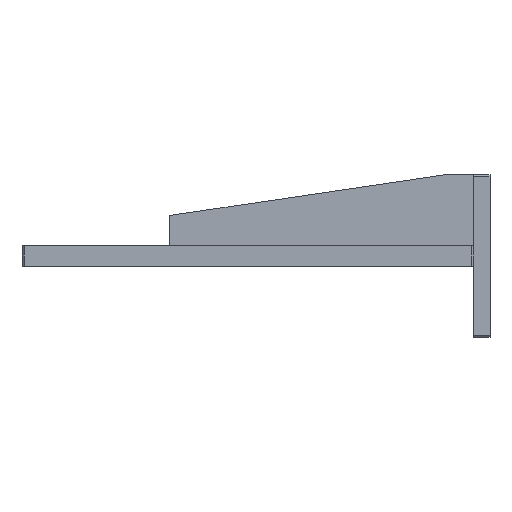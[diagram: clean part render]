
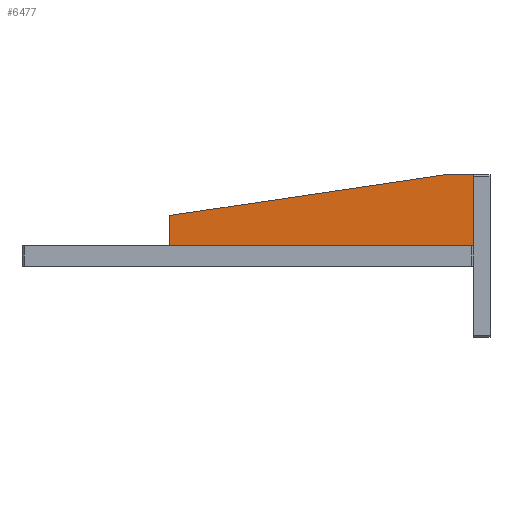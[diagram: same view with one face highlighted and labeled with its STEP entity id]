
A CAD part, left-side view. The second image highlights one B-rep face of the part: STEP entity #6477.
In plain terms, the highlighted planar face has unit normal (-1, 0, 0).
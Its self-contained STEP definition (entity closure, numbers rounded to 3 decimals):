
#107 = EDGE_CURVE ( 'NONE', #4515, #2284, #5612, .T. ) ;
#162 = DIRECTION ( 'NONE',  ( 0., 0., -1. ) ) ;
#207 = LINE ( 'NONE', #2645, #3949 ) ;
#245 = VERTEX_POINT ( 'NONE', #9518 ) ;
#247 = VERTEX_POINT ( 'NONE', #2659 ) ;
#382 = ORIENTED_EDGE ( 'NONE', *, *, #7037, .T. ) ;
#948 = FACE_OUTER_BOUND ( 'NONE', #5933, .T. ) ;
#1015 = CARTESIAN_POINT ( 'NONE',  ( -9.598, 67.153, 120. ) ) ;
#1515 = LINE ( 'NONE', #1015, #5366 ) ;
#2023 = CARTESIAN_POINT ( 'NONE',  ( -9.598, 142.153, 100. ) ) ;
#2284 = VERTEX_POINT ( 'NONE', #8268 ) ;
#2645 = CARTESIAN_POINT ( 'NONE',  ( -9.598, 7.153, 120. ) ) ;
#2659 = CARTESIAN_POINT ( 'NONE',  ( -9.598, 7.153, 120. ) ) ;
#2734 = DIRECTION ( 'NONE',  ( -1., 0., 0. ) ) ;
#3470 = CARTESIAN_POINT ( 'NONE',  ( -9.598, 67.153, 85. ) ) ;
#3725 = ORIENTED_EDGE ( 'NONE', *, *, #7019, .T. ) ;
#3949 = VECTOR ( 'NONE', #9566, 1000. ) ;
#4363 = ORIENTED_EDGE ( 'NONE', *, *, #7877, .T. ) ;
#4515 = VERTEX_POINT ( 'NONE', #5133 ) ;
#4781 = CARTESIAN_POINT ( 'NONE',  ( -9.598, 142.153, 102.5 ) ) ;
#4825 = DIRECTION ( 'NONE',  ( 0., 1., 0. ) ) ;
#4954 = DIRECTION ( 'NONE',  ( 0., 0., 1. ) ) ;
#5114 = ORIENTED_EDGE ( 'NONE', *, *, #7308, .T. ) ;
#5133 = CARTESIAN_POINT ( 'NONE',  ( -9.598, 142.153, 85. ) ) ;
#5366 = VECTOR ( 'NONE', #4825, 1000. ) ;
#5612 = LINE ( 'NONE', #3470, #6695 ) ;
#5671 = ORIENTED_EDGE ( 'NONE', *, *, #107, .T. ) ;
#5933 = EDGE_LOOP ( 'NONE', ( #3725, #5114, #5671, #382, #4363 ) ) ;
#6369 = DIRECTION ( 'NONE',  ( 0., -1., 0. ) ) ;
#6474 = CARTESIAN_POINT ( 'NONE',  ( -9.598, -7.847, 102.5 ) ) ;
#6477 = ADVANCED_FACE ( 'NONE', ( #948 ), #8886, .T. ) ;
#6695 = VECTOR ( 'NONE', #6369, 1000. ) ;
#6712 = DIRECTION ( 'NONE',  ( 0., -1., 0. ) ) ;
#7019 = EDGE_CURVE ( 'NONE', #247, #7127, #207, .T. ) ;
#7037 = EDGE_CURVE ( 'NONE', #2284, #245, #9965, .T. ) ;
#7127 = VERTEX_POINT ( 'NONE', #2023 ) ;
#7308 = EDGE_CURVE ( 'NONE', #7127, #4515, #7785, .T. ) ;
#7785 = LINE ( 'NONE', #4781, #9115 ) ;
#7877 = EDGE_CURVE ( 'NONE', #245, #247, #1515, .T. ) ;
#8095 = AXIS2_PLACEMENT_3D ( 'NONE', #9645, #2734, #6712 ) ;
#8149 = VECTOR ( 'NONE', #4954, 1000. ) ;
#8268 = CARTESIAN_POINT ( 'NONE',  ( -9.598, -7.847, 85. ) ) ;
#8886 = PLANE ( 'NONE',  #8095 ) ;
#9115 = VECTOR ( 'NONE', #162, 1000. ) ;
#9518 = CARTESIAN_POINT ( 'NONE',  ( -9.598, -7.847, 120. ) ) ;
#9566 = DIRECTION ( 'NONE',  ( 0., 0.989, -0.147 ) ) ;
#9645 = CARTESIAN_POINT ( 'NONE',  ( -9.598, 142.153, 85. ) ) ;
#9965 = LINE ( 'NONE', #6474, #8149 ) ;
